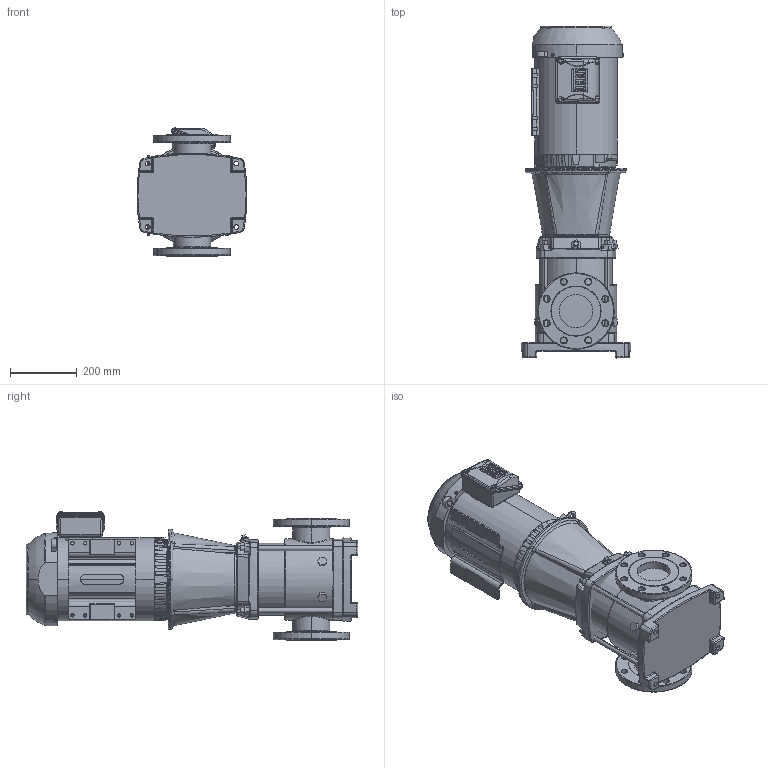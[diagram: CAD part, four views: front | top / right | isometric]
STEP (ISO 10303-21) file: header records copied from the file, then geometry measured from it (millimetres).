
FILE_DESCRIPTION (( 'STEP AP203' ), '1' );
FILE_NAME ('3350132 - MVI-320-1_1-7.5 HP-213TC-304-E-575~3.step', '2022-03-31T15:32:29', ( '' ), ( '' ), 'SwSTEP 2.0', 'SolidWorks 2021', '' );
FILE_SCHEMA (( 'CONFIG_CONTROL_DESIGN' ));
Length unit declared in the file: inch
Products named in the file (5): SBI(N)64-1-1; MVI PEO - [304-EPDM]_3304132 - MVI-320-1_1-7.5 HP-213TC-304-E-S; 3350132 - MVI-320-1_1-7.5 HP-213TC-304-E-575~3; 2700097 - NEMA V2 7.5 HP 213_5TC 575~3 TEFC; TEFC MOTOR_2700097 - NEMA V2 7.5 HP 213_5TC 575~3 TEFC W
Assembly tree (4 placements, depth 3):
  3350132 - MVI-320-1_1-7.5 HP-213TC-304-E-575~3
    MVI PEO - [304-EPDM]_3304132 - MVI-320-1_1-7.5 HP-213TC-304-E-S
      SBI(N)64-1-1
    TEFC MOTOR_2700097 - NEMA V2 7.5 HP 213_5TC 575~3 TEFC W
      2700097 - NEMA V2 7.5 HP 213_5TC 575~3 TEFC
Bounding box: 329.48 x 994.1 x 385.02 mm (x, y, z)
Volume: 50962717.4 mm3; surface area: 2236636.9 mm2
Topology: 27 solids, 56 shells, 4035 faces, 10519 edges, 6846 vertices
Faces by surface type: plane 1931, cylinder 1474, bspline 347, cone 173, torus 104, sphere 6
Entity records: 151830 total; most frequent: CARTESIAN_POINT 53912, ORIENTED_EDGE 20962, DIRECTION 19680, EDGE_CURVE 10481, AXIS2_PLACEMENT_3D 7041, VERTEX_POINT 6844, LINE 5598, VECTOR 5598
